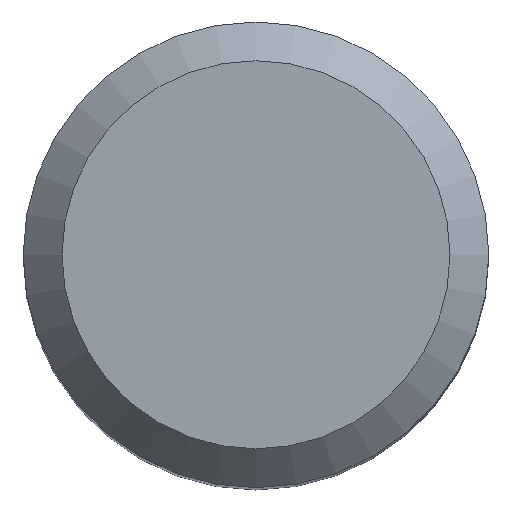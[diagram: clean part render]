
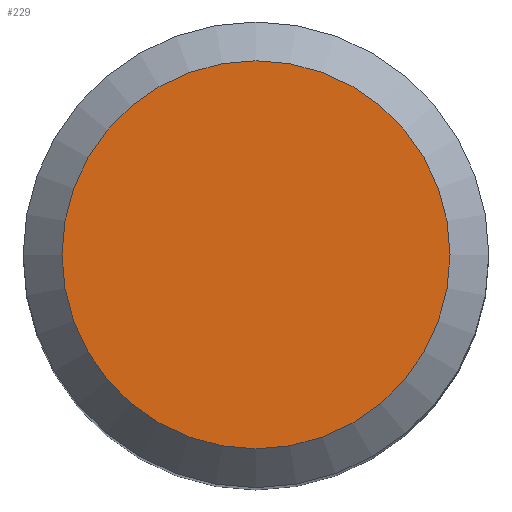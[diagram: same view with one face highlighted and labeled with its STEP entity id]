
A CAD part, top view. The second image highlights one B-rep face of the part: STEP entity #229.
In plain terms, the highlighted planar face has unit normal (0, 0, 1).
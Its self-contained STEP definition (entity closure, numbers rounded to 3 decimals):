
#14 = DIRECTION ( 'NONE',  ( 0., 0., -1. ) ) ;
#30 = AXIS2_PLACEMENT_3D ( 'NONE', #205, #225, #60 ) ;
#60 = DIRECTION ( 'NONE',  ( 0., 1., 0. ) ) ;
#92 = DIRECTION ( 'NONE',  ( 0., 1., 0. ) ) ;
#110 = AXIS2_PLACEMENT_3D ( 'NONE', #198, #14, #92 ) ;
#111 = PLANE ( 'NONE',  #110 ) ;
#141 = CARTESIAN_POINT ( 'NONE',  ( 0., 5., 102. ) ) ;
#142 = VERTEX_POINT ( 'NONE', #141 ) ;
#161 = FACE_OUTER_BOUND ( 'NONE', #163, .T. ) ;
#163 = EDGE_LOOP ( 'NONE', ( #221 ) ) ;
#171 = CIRCLE ( 'NONE', #30, 5. ) ;
#198 = CARTESIAN_POINT ( 'NONE',  ( 0., 0., 102. ) ) ;
#205 = CARTESIAN_POINT ( 'NONE',  ( 0., 0., 102. ) ) ;
#221 = ORIENTED_EDGE ( 'NONE', *, *, #249, .F. ) ;
#225 = DIRECTION ( 'NONE',  ( 0., 0., -1. ) ) ;
#229 = ADVANCED_FACE ( 'NONE', ( #161 ), #111, .F. ) ;
#249 = EDGE_CURVE ( 'NONE', #142, #142, #171, .T. ) ;
